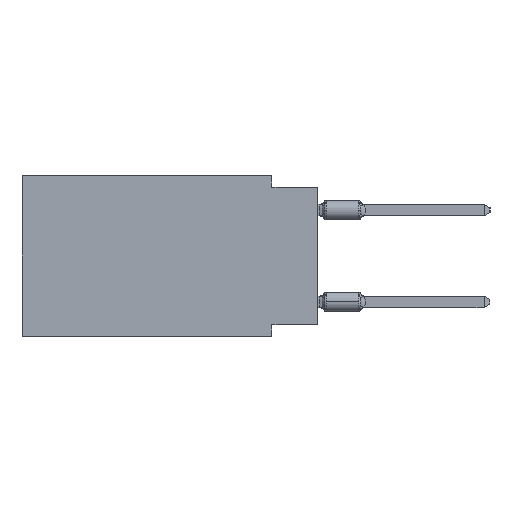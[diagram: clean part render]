
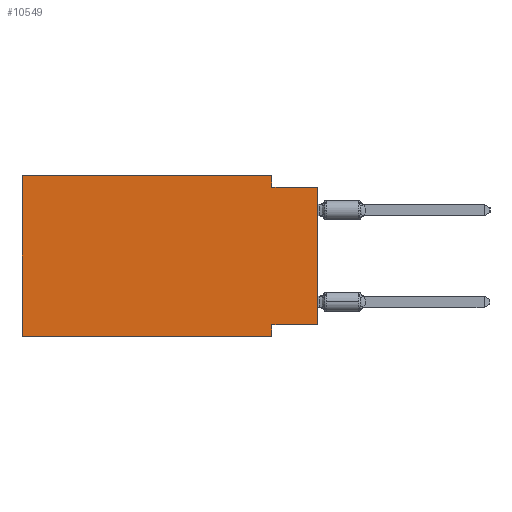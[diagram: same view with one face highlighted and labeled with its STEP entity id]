
A CAD part, left-side view. The second image highlights one B-rep face of the part: STEP entity #10549.
In plain terms, the highlighted planar face has unit normal (-1, 0, 0).
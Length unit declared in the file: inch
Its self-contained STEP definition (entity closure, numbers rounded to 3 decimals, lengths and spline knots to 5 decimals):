
#14 = VERTEX_POINT ( 'NONE', #9548 ) ;
#60 = VERTEX_POINT ( 'NONE', #687 ) ;
#208 = EDGE_CURVE ( 'NONE', #18965, #8189, #14665, .T. ) ;
#251 = DIRECTION ( 'NONE',  ( 0., -1., 0. ) ) ;
#687 = CARTESIAN_POINT ( 'NONE',  ( 0., 0.1, -0.35 ) ) ;
#807 = DIRECTION ( 'NONE',  ( 0., 0., -1. ) ) ;
#1569 = CARTESIAN_POINT ( 'NONE',  ( 0., 0.645, 0. ) ) ;
#1600 = ORIENTED_EDGE ( 'NONE', *, *, #15079, .T. ) ;
#1960 = LINE ( 'NONE', #11710, #8757 ) ;
#2128 = ORIENTED_EDGE ( 'NONE', *, *, #11889, .F. ) ;
#2613 = VERTEX_POINT ( 'NONE', #17247 ) ;
#3255 = CARTESIAN_POINT ( 'NONE',  ( 0., 0.645, 0. ) ) ;
#3668 = VECTOR ( 'NONE', #17250, 39.37008 ) ;
#3693 = DIRECTION ( 'NONE',  ( 0., 1., 0. ) ) ;
#3976 = EDGE_CURVE ( 'NONE', #22670, #2613, #7274, .T. ) ;
#4173 = FACE_OUTER_BOUND ( 'NONE', #6456, .T. ) ;
#4303 = CARTESIAN_POINT ( 'NONE',  ( 0., 0.645, 0. ) ) ;
#4607 = CARTESIAN_POINT ( 'NONE',  ( 0., 0.645, -0.35 ) ) ;
#4893 = DIRECTION ( 'NONE',  ( 0., -1., 0. ) ) ;
#5312 = ORIENTED_EDGE ( 'NONE', *, *, #208, .F. ) ;
#6456 = EDGE_LOOP ( 'NONE', ( #1600, #5312, #2128, #20446, #13790, #19402, #11278, #8978 ) ) ;
#7274 = LINE ( 'NONE', #3255, #11894 ) ;
#7445 = DIRECTION ( 'NONE',  ( 0., 0., 1. ) ) ;
#7521 = CARTESIAN_POINT ( 'NONE',  ( 0., 0.1, -0.025 ) ) ;
#7636 = EDGE_CURVE ( 'NONE', #24532, #60, #11498, .T. ) ;
#8103 = EDGE_CURVE ( 'NONE', #22185, #14, #1960, .T. ) ;
#8189 = VERTEX_POINT ( 'NONE', #11219 ) ;
#8407 = VECTOR ( 'NONE', #4893, 39.37008 ) ;
#8757 = VECTOR ( 'NONE', #3693, 39.37008 ) ;
#8978 = ORIENTED_EDGE ( 'NONE', *, *, #8103, .F. ) ;
#8998 = DIRECTION ( 'NONE',  ( 0., 0., -1. ) ) ;
#9274 = CARTESIAN_POINT ( 'NONE',  ( 0., 0.1, 0. ) ) ;
#9548 = CARTESIAN_POINT ( 'NONE',  ( 0., 0.1, -0.325 ) ) ;
#9739 = VECTOR ( 'NONE', #7445, 39.37008 ) ;
#10549 = ADVANCED_FACE ( 'NONE', ( #4173 ), #19672, .F. ) ;
#10903 = CARTESIAN_POINT ( 'NONE',  ( 0., 0., -0.025 ) ) ;
#11219 = CARTESIAN_POINT ( 'NONE',  ( 0., 0., -0.025 ) ) ;
#11278 = ORIENTED_EDGE ( 'NONE', *, *, #21341, .F. ) ;
#11498 = LINE ( 'NONE', #17360, #22281 ) ;
#11555 = CARTESIAN_POINT ( 'NONE',  ( 0., 0., 0. ) ) ;
#11710 = CARTESIAN_POINT ( 'NONE',  ( 0., 0., -0.325 ) ) ;
#11834 = VECTOR ( 'NONE', #8998, 39.37008 ) ;
#11889 = EDGE_CURVE ( 'NONE', #2613, #18965, #13271, .T. ) ;
#11894 = VECTOR ( 'NONE', #12787, 39.37008 ) ;
#12787 = DIRECTION ( 'NONE',  ( 0., -1., 0. ) ) ;
#13271 = LINE ( 'NONE', #9274, #3668 ) ;
#13790 = ORIENTED_EDGE ( 'NONE', *, *, #17133, .F. ) ;
#14665 = LINE ( 'NONE', #10903, #8407 ) ;
#15079 = EDGE_CURVE ( 'NONE', #22185, #8189, #24407, .T. ) ;
#15312 = VECTOR ( 'NONE', #24661, 39.37008 ) ;
#17133 = EDGE_CURVE ( 'NONE', #24532, #22670, #18436, .T. ) ;
#17247 = CARTESIAN_POINT ( 'NONE',  ( 0., 0.1, 0. ) ) ;
#17250 = DIRECTION ( 'NONE',  ( 0., 0., -1. ) ) ;
#17272 = AXIS2_PLACEMENT_3D ( 'NONE', #4303, #23635, #807 ) ;
#17360 = CARTESIAN_POINT ( 'NONE',  ( 0., 0.645, -0.35 ) ) ;
#17987 = CARTESIAN_POINT ( 'NONE',  ( 0., 0., -0.325 ) ) ;
#18436 = LINE ( 'NONE', #1569, #9739 ) ;
#18441 = CARTESIAN_POINT ( 'NONE',  ( 0., 0.645, 0. ) ) ;
#18965 = VERTEX_POINT ( 'NONE', #7521 ) ;
#19402 = ORIENTED_EDGE ( 'NONE', *, *, #7636, .T. ) ;
#19672 = PLANE ( 'NONE',  #17272 ) ;
#20446 = ORIENTED_EDGE ( 'NONE', *, *, #3976, .F. ) ;
#21341 = EDGE_CURVE ( 'NONE', #14, #60, #21987, .T. ) ;
#21987 = LINE ( 'NONE', #22118, #11834 ) ;
#22118 = CARTESIAN_POINT ( 'NONE',  ( 0., 0.1, -0.35 ) ) ;
#22185 = VERTEX_POINT ( 'NONE', #17987 ) ;
#22281 = VECTOR ( 'NONE', #251, 39.37008 ) ;
#22670 = VERTEX_POINT ( 'NONE', #18441 ) ;
#23635 = DIRECTION ( 'NONE',  ( 1., 0., 0. ) ) ;
#24407 = LINE ( 'NONE', #11555, #15312 ) ;
#24532 = VERTEX_POINT ( 'NONE', #4607 ) ;
#24661 = DIRECTION ( 'NONE',  ( 0., 0., 1. ) ) ;
